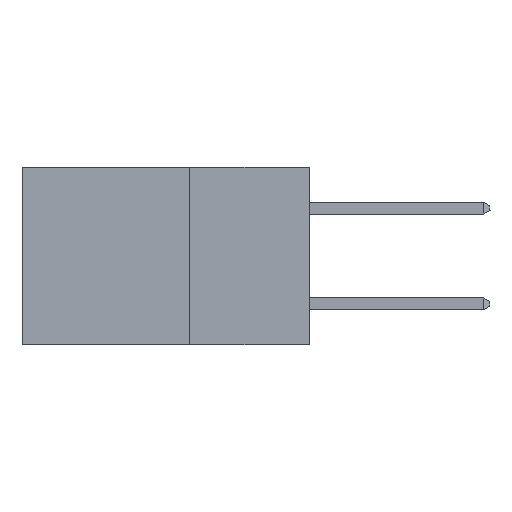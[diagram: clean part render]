
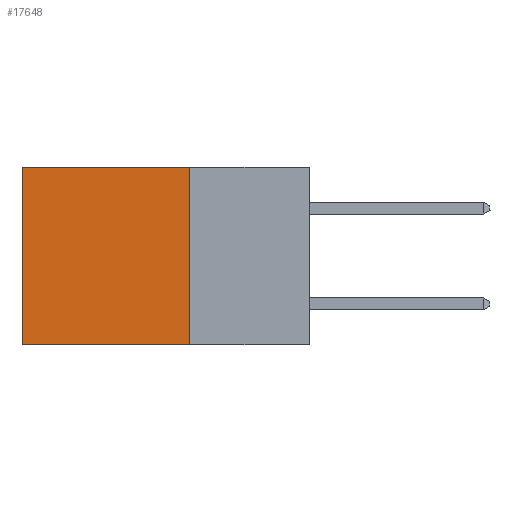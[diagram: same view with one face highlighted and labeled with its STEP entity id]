
A CAD part, left-side view. The second image highlights one B-rep face of the part: STEP entity #17648.
In plain terms, the highlighted planar face has unit normal (-1, 0, 0).
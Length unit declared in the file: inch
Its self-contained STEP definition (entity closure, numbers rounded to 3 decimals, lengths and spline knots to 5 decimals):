
#849 = VECTOR ( 'NONE', #6238, 39.37008 ) ;
#2917 = CARTESIAN_POINT ( 'NONE',  ( 0.2875, 0.25, 0. ) ) ;
#3436 = EDGE_CURVE ( 'NONE', #19857, #25491, #23665, .T. ) ;
#6057 = LINE ( 'NONE', #21003, #849 ) ;
#6238 = DIRECTION ( 'NONE',  ( 0., 1., 0. ) ) ;
#6449 = EDGE_CURVE ( 'NONE', #25491, #30321, #6057, .T. ) ;
#8291 = VECTOR ( 'NONE', #32327, 39.37008 ) ;
#9229 = EDGE_CURVE ( 'NONE', #18563, #30321, #20305, .T. ) ;
#9313 = EDGE_LOOP ( 'NONE', ( #22000, #36563, #35366, #26608 ) ) ;
#10336 = CARTESIAN_POINT ( 'NONE',  ( 0.2875, 0.25, 0. ) ) ;
#13016 = DIRECTION ( 'NONE',  ( 1., 0., 0. ) ) ;
#14459 = VECTOR ( 'NONE', #32036, 39.37008 ) ;
#14653 = LINE ( 'NONE', #20599, #8291 ) ;
#14800 = VECTOR ( 'NONE', #35399, 39.37008 ) ;
#15422 = CARTESIAN_POINT ( 'NONE',  ( 0.2875, 0.6, -0.37 ) ) ;
#17648 = ADVANCED_FACE ( 'NONE', ( #21665 ), #36290, .F. ) ;
#18563 = VERTEX_POINT ( 'NONE', #32167 ) ;
#19002 = AXIS2_PLACEMENT_3D ( 'NONE', #10336, #13016, #28008 ) ;
#19857 = VERTEX_POINT ( 'NONE', #26951 ) ;
#19938 = CARTESIAN_POINT ( 'NONE',  ( 0.2875, 0.6, 0. ) ) ;
#20305 = LINE ( 'NONE', #19938, #14459 ) ;
#20599 = CARTESIAN_POINT ( 'NONE',  ( 0.2875, 0.25, 0. ) ) ;
#21003 = CARTESIAN_POINT ( 'NONE',  ( 0.2875, 0.25, -0.37 ) ) ;
#21665 = FACE_OUTER_BOUND ( 'NONE', #9313, .T. ) ;
#22000 = ORIENTED_EDGE ( 'NONE', *, *, #9229, .T. ) ;
#23665 = LINE ( 'NONE', #2917, #14800 ) ;
#25491 = VERTEX_POINT ( 'NONE', #37725 ) ;
#26608 = ORIENTED_EDGE ( 'NONE', *, *, #35158, .T. ) ;
#26951 = CARTESIAN_POINT ( 'NONE',  ( 0.2875, 0.25, 0. ) ) ;
#28008 = DIRECTION ( 'NONE',  ( 0., 0., -1. ) ) ;
#30321 = VERTEX_POINT ( 'NONE', #15422 ) ;
#32036 = DIRECTION ( 'NONE',  ( 0., 0., -1. ) ) ;
#32167 = CARTESIAN_POINT ( 'NONE',  ( 0.2875, 0.6, 0. ) ) ;
#32327 = DIRECTION ( 'NONE',  ( 0., 1., 0. ) ) ;
#35158 = EDGE_CURVE ( 'NONE', #19857, #18563, #14653, .T. ) ;
#35366 = ORIENTED_EDGE ( 'NONE', *, *, #3436, .F. ) ;
#35399 = DIRECTION ( 'NONE',  ( 0., 0., -1. ) ) ;
#36290 = PLANE ( 'NONE',  #19002 ) ;
#36563 = ORIENTED_EDGE ( 'NONE', *, *, #6449, .F. ) ;
#37725 = CARTESIAN_POINT ( 'NONE',  ( 0.2875, 0.25, -0.37 ) ) ;
